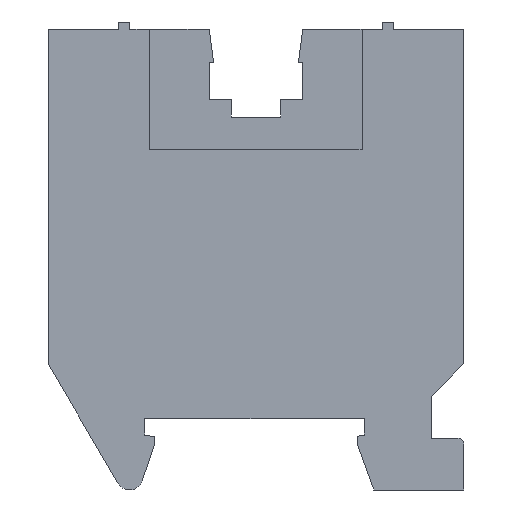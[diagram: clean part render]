
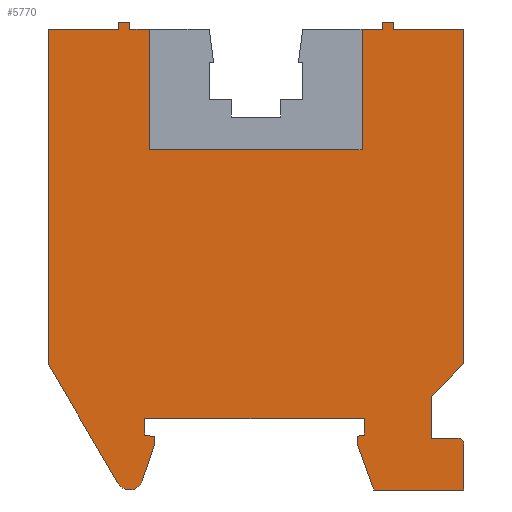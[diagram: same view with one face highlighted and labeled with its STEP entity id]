
A CAD part, left-side view. The second image highlights one B-rep face of the part: STEP entity #5770.
In plain terms, the highlighted face is planar.
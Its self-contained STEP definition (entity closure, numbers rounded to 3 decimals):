
#100=CARTESIAN_POINT('',(37.083,54.703,3.9));
#110=VERTEX_POINT('',#100);
#280=CARTESIAN_POINT('',(37.083,53.603,3.9));
#290=VERTEX_POINT('',#280);
#320=CARTESIAN_POINT('',(37.083,0.,3.9));
#330=DIRECTION('',(0.,1.,0.));
#340=VECTOR('',#330,1.);
#350=LINE('',#320,#340);
#360=EDGE_CURVE('',#290,#110,#350,.T.);
#570=CARTESIAN_POINT('',(36.383,53.003,3.9));
#580=VERTEX_POINT('',#570);
#750=CARTESIAN_POINT('',(37.241,50.51,3.9));
#760=VERTEX_POINT('',#750);
#790=CARTESIAN_POINT('',(54.633,0.,3.9));
#800=DIRECTION('',(-0.326,0.946,0.));
#810=VECTOR('',#800,1.);
#820=LINE('',#790,#810);
#830=EDGE_CURVE('',#760,#580,#820,.T.);
#1790=CARTESIAN_POINT('',(22.283,0.,3.9));
#1800=DIRECTION('',(0.,-1.,0.));
#1810=VECTOR('',#1800,1.);
#1820=LINE('',#1790,#1810);
#1830=CARTESIAN_POINT('',(22.283,54.703,3.9));
#1840=VERTEX_POINT('',#1830);
#1850=CARTESIAN_POINT('',(22.283,53.603,3.9));
#1860=VERTEX_POINT('',#1850);
#1870=EDGE_CURVE('',#1840,#1860,#1820,.T.);
#2400=CARTESIAN_POINT('',(38.869,50.348,3.9));
#2410=VERTEX_POINT('',#2400);
#2440=CARTESIAN_POINT('',(38.092,50.803,3.9));
#2450=DIRECTION('',(0.,0.,1.));
#2460=DIRECTION('',(1.,0.,0.));
#2470=AXIS2_PLACEMENT_3D('',#2440,#2450,#2460);
#2480=CIRCLE('',#2470,0.9);
#2490=EDGE_CURVE('',#760,#2410,#2480,.T.);
#2700=CARTESIAN_POINT('',(36.383,53.48,3.9));
#2710=VERTEX_POINT('',#2700);
#2830=CARTESIAN_POINT('',(36.383,0.,3.9));
#2840=DIRECTION('',(0.,1.,0.));
#2850=VECTOR('',#2840,1.);
#2860=LINE('',#2830,#2850);
#2870=EDGE_CURVE('',#580,#2710,#2860,.T.);
#3120=CARTESIAN_POINT('',(0.,47.064,3.9));
#3130=DIRECTION('',(0.985,0.174,0.));
#3140=VECTOR('',#3130,1.);
#3150=LINE('',#3120,#3140);
#3160=EDGE_CURVE('',#2710,#290,#3150,.T.);
#3330=CARTESIAN_POINT('',(9.403,0.,3.9));
#3340=DIRECTION('',(-0.505,-0.863,0.));
#3350=VECTOR('',#3340,1.);
#3360=LINE('',#3330,#3350);
#3370=CARTESIAN_POINT('',(43.583,58.403,3.9));
#3380=VERTEX_POINT('',#3370);
#3390=EDGE_CURVE('',#3380,#2410,#3360,.T.);
#3660=CARTESIAN_POINT('',(17.453,69.104,3.9));
#3670=DIRECTION('',(0.,0.,1.));
#3680=DIRECTION('',(1.,0.,0.));
#3690=AXIS2_PLACEMENT_3D('',#3660,#3670,#3680);
#3700=PLANE('',#3690);
#3710=CARTESIAN_POINT('',(3.491,0.,3.9));
#3720=DIRECTION('',(-0.342,-0.94,0.));
#3730=VECTOR('',#3720,1.);
#3740=LINE('',#3710,#3730);
#3750=CARTESIAN_POINT('',(22.783,53.003,3.9));
#3760=VERTEX_POINT('',#3750);
#3770=CARTESIAN_POINT('',(21.654,49.903,3.9));
#3780=VERTEX_POINT('',#3770);
#3790=EDGE_CURVE('',#3760,#3780,#3740,.T.);
#3800=ORIENTED_EDGE('',*,*,#3790,.T.);
#3810=CARTESIAN_POINT('',(22.783,0.,3.9));
#3820=DIRECTION('',(0.,-1.,0.));
#3830=VECTOR('',#3820,1.);
#3840=LINE('',#3810,#3830);
#3850=CARTESIAN_POINT('',(22.783,53.515,3.9));
#3860=VERTEX_POINT('',#3850);
#3870=EDGE_CURVE('',#3860,#3760,#3840,.T.);
#3880=ORIENTED_EDGE('',*,*,#3870,.T.);
#3890=CARTESIAN_POINT('',(0.,57.532,3.9));
#3900=DIRECTION('',(0.985,-0.174,0.));
#3910=VECTOR('',#3900,1.);
#3920=LINE('',#3890,#3910);
#3930=EDGE_CURVE('',#1860,#3860,#3920,.T.);
#3940=ORIENTED_EDGE('',*,*,#3930,.T.);
#3950=ORIENTED_EDGE('',*,*,#1870,.T.);
#3960=CARTESIAN_POINT('',(0.,54.703,3.9));
#3970=DIRECTION('',(-1.,0.,0.));
#3980=VECTOR('',#3970,1.);
#3990=LINE('',#3960,#3980);
#4000=EDGE_CURVE('',#110,#1840,#3990,.T.);
#4010=ORIENTED_EDGE('',*,*,#4000,.T.);
#4020=ORIENTED_EDGE('',*,*,#360,.T.);
#4030=ORIENTED_EDGE('',*,*,#3160,.T.);
#4040=ORIENTED_EDGE('',*,*,#2870,.T.);
#4050=ORIENTED_EDGE('',*,*,#830,.T.);
#4060=ORIENTED_EDGE('',*,*,#2490,.F.);
#4070=ORIENTED_EDGE('',*,*,#3390,.T.);
#4080=CARTESIAN_POINT('',(43.583,0.,3.9));
#4090=DIRECTION('',(0.,1.,0.));
#4100=VECTOR('',#4090,1.);
#4110=LINE('',#4080,#4100);
#4120=CARTESIAN_POINT('',(43.583,80.903,3.9));
#4130=VERTEX_POINT('',#4120);
#4140=EDGE_CURVE('',#3380,#4130,#4110,.T.);
#4150=ORIENTED_EDGE('',*,*,#4140,.F.);
#4160=CARTESIAN_POINT('',(0.,80.903,3.9));
#4170=DIRECTION('',(1.,0.,0.));
#4180=VECTOR('',#4170,1.);
#4190=LINE('',#4160,#4180);
#4200=CARTESIAN_POINT('',(38.833,80.903,3.9));
#4210=VERTEX_POINT('',#4200);
#4220=EDGE_CURVE('',#4210,#4130,#4190,.T.);
#4230=ORIENTED_EDGE('',*,*,#4220,.T.);
#4240=CARTESIAN_POINT('',(38.833,0.,3.9));
#4250=DIRECTION('',(0.,-1.,0.));
#4260=VECTOR('',#4250,1.);
#4270=LINE('',#4240,#4260);
#4280=CARTESIAN_POINT('',(38.833,81.403,3.9));
#4290=VERTEX_POINT('',#4280);
#4300=EDGE_CURVE('',#4290,#4210,#4270,.T.);
#4310=ORIENTED_EDGE('',*,*,#4300,.T.);
#4320=CARTESIAN_POINT('',(0.,81.403,3.9));
#4330=DIRECTION('',(1.,0.,0.));
#4340=VECTOR('',#4330,1.);
#4350=LINE('',#4320,#4340);
#4360=CARTESIAN_POINT('',(38.083,81.403,3.9));
#4370=VERTEX_POINT('',#4360);
#4380=EDGE_CURVE('',#4370,#4290,#4350,.T.);
#4390=ORIENTED_EDGE('',*,*,#4380,.T.);
#4400=CARTESIAN_POINT('',(38.083,0.,3.9));
#4410=DIRECTION('',(0.,1.,0.));
#4420=VECTOR('',#4410,1.);
#4430=LINE('',#4400,#4420);
#4440=CARTESIAN_POINT('',(38.083,80.903,3.9));
#4450=VERTEX_POINT('',#4440);
#4460=EDGE_CURVE('',#4450,#4370,#4430,.T.);
#4470=ORIENTED_EDGE('',*,*,#4460,.T.);
#4480=CARTESIAN_POINT('',(0.,80.903,3.9));
#4490=DIRECTION('',(1.,0.,0.));
#4500=VECTOR('',#4490,1.);
#4510=LINE('',#4480,#4500);
#4520=CARTESIAN_POINT('',(36.748,80.903,3.9));
#4530=VERTEX_POINT('',#4520);
#4540=EDGE_CURVE('',#4530,#4450,#4510,.T.);
#4550=ORIENTED_EDGE('',*,*,#4540,.T.);
#4560=CARTESIAN_POINT('',(36.748,0.,3.9));
#4570=DIRECTION('',(0.,-1.,0.));
#4580=VECTOR('',#4570,1.);
#4590=LINE('',#4560,#4580);
#4600=CARTESIAN_POINT('',(36.748,72.803,3.9));
#4610=VERTEX_POINT('',#4600);
#4620=EDGE_CURVE('',#4530,#4610,#4590,.T.);
#4630=ORIENTED_EDGE('',*,*,#4620,.F.);
#4640=CARTESIAN_POINT('',(0.,72.803,3.9));
#4650=DIRECTION('',(-1.,0.,0.));
#4660=VECTOR('',#4650,1.);
#4670=LINE('',#4640,#4660);
#4680=CARTESIAN_POINT('',(22.448,72.803,3.9));
#4690=VERTEX_POINT('',#4680);
#4700=EDGE_CURVE('',#4610,#4690,#4670,.T.);
#4710=ORIENTED_EDGE('',*,*,#4700,.F.);
#4720=CARTESIAN_POINT('',(22.448,0.,3.9));
#4730=DIRECTION('',(0.,1.,0.));
#4740=VECTOR('',#4730,1.);
#4750=LINE('',#4720,#4740);
#4760=CARTESIAN_POINT('',(22.448,80.903,3.9));
#4770=VERTEX_POINT('',#4760);
#4780=EDGE_CURVE('',#4690,#4770,#4750,.T.);
#4790=ORIENTED_EDGE('',*,*,#4780,.F.);
#4800=CARTESIAN_POINT('',(0.,80.903,3.9));
#4810=DIRECTION('',(1.,0.,0.));
#4820=VECTOR('',#4810,1.);
#4830=LINE('',#4800,#4820);
#4840=CARTESIAN_POINT('',(21.083,80.903,3.9));
#4850=VERTEX_POINT('',#4840);
#4860=EDGE_CURVE('',#4850,#4770,#4830,.T.);
#4870=ORIENTED_EDGE('',*,*,#4860,.T.);
#4880=CARTESIAN_POINT('',(21.083,0.,3.9));
#4890=DIRECTION('',(0.,-1.,0.));
#4900=VECTOR('',#4890,1.);
#4910=LINE('',#4880,#4900);
#4920=CARTESIAN_POINT('',(21.083,81.403,3.9));
#4930=VERTEX_POINT('',#4920);
#4940=EDGE_CURVE('',#4930,#4850,#4910,.T.);
#4950=ORIENTED_EDGE('',*,*,#4940,.T.);
#4960=CARTESIAN_POINT('',(0.,81.403,3.9));
#4970=DIRECTION('',(1.,0.,0.));
#4980=VECTOR('',#4970,1.);
#4990=LINE('',#4960,#4980);
#5000=CARTESIAN_POINT('',(20.333,81.403,3.9));
#5010=VERTEX_POINT('',#5000);
#5020=EDGE_CURVE('',#5010,#4930,#4990,.T.);
#5030=ORIENTED_EDGE('',*,*,#5020,.T.);
#5040=CARTESIAN_POINT('',(20.333,0.,3.9));
#5050=DIRECTION('',(0.,1.,0.));
#5060=VECTOR('',#5050,1.);
#5070=LINE('',#5040,#5060);
#5080=CARTESIAN_POINT('',(20.333,80.903,3.9));
#5090=VERTEX_POINT('',#5080);
#5100=EDGE_CURVE('',#5090,#5010,#5070,.T.);
#5110=ORIENTED_EDGE('',*,*,#5100,.T.);
#5120=CARTESIAN_POINT('',(0.,80.903,3.9));
#5130=DIRECTION('',(1.,0.,0.));
#5140=VECTOR('',#5130,1.);
#5150=LINE('',#5120,#5140);
#5160=CARTESIAN_POINT('',(15.583,80.903,3.9));
#5170=VERTEX_POINT('',#5160);
#5180=EDGE_CURVE('',#5170,#5090,#5150,.T.);
#5190=ORIENTED_EDGE('',*,*,#5180,.T.);
#5200=CARTESIAN_POINT('',(15.583,0.,3.9));
#5210=DIRECTION('',(0.,-1.,0.));
#5220=VECTOR('',#5210,1.);
#5230=LINE('',#5200,#5220);
#5240=CARTESIAN_POINT('',(15.583,58.403,3.9));
#5250=VERTEX_POINT('',#5240);
#5260=EDGE_CURVE('',#5170,#5250,#5230,.T.);
#5270=ORIENTED_EDGE('',*,*,#5260,.F.);
#5280=CARTESIAN_POINT('',(0.,73.986,3.9));
#5290=DIRECTION('',(-0.707,0.707,0.));
#5300=VECTOR('',#5290,1.);
#5310=LINE('',#5280,#5300);
#5320=CARTESIAN_POINT('',(17.798,56.188,3.9));
#5330=VERTEX_POINT('',#5320);
#5340=EDGE_CURVE('',#5330,#5250,#5310,.T.);
#5350=ORIENTED_EDGE('',*,*,#5340,.T.);
#5360=CARTESIAN_POINT('',(17.798,0.,3.9));
#5370=DIRECTION('',(0.,1.,0.));
#5380=VECTOR('',#5370,1.);
#5390=LINE('',#5360,#5380);
#5400=CARTESIAN_POINT('',(17.798,53.403,3.9));
#5410=VERTEX_POINT('',#5400);
#5420=EDGE_CURVE('',#5410,#5330,#5390,.T.);
#5430=ORIENTED_EDGE('',*,*,#5420,.T.);
#5440=CARTESIAN_POINT('',(0.,53.403,3.9));
#5450=DIRECTION('',(1.,0.,0.));
#5460=VECTOR('',#5450,1.);
#5470=LINE('',#5440,#5460);
#5480=CARTESIAN_POINT('',(16.083,53.403,3.9));
#5490=VERTEX_POINT('',#5480);
#5500=EDGE_CURVE('',#5490,#5410,#5470,.T.);
#5510=ORIENTED_EDGE('',*,*,#5500,.T.);
#5520=CARTESIAN_POINT('',(16.083,52.903,3.9));
#5530=DIRECTION('',(0.,0.,-1.));
#5540=DIRECTION('',(-1.,0.,0.));
#5550=AXIS2_PLACEMENT_3D('',#5520,#5530,#5540);
#5560=CIRCLE('',#5550,0.5);
#5570=CARTESIAN_POINT('',(15.583,52.903,3.9));
#5580=VERTEX_POINT('',#5570);
#5590=EDGE_CURVE('',#5580,#5490,#5560,.T.);
#5600=ORIENTED_EDGE('',*,*,#5590,.T.);
#5610=CARTESIAN_POINT('',(15.583,0.,3.9));
#5620=DIRECTION('',(0.,1.,0.));
#5630=VECTOR('',#5620,1.);
#5640=LINE('',#5610,#5630);
#5650=CARTESIAN_POINT('',(15.583,49.903,3.9));
#5660=VERTEX_POINT('',#5650);
#5670=EDGE_CURVE('',#5660,#5580,#5640,.T.);
#5680=ORIENTED_EDGE('',*,*,#5670,.T.);
#5690=CARTESIAN_POINT('',(0.,49.903,3.9));
#5700=DIRECTION('',(-1.,0.,0.));
#5710=VECTOR('',#5700,1.);
#5720=LINE('',#5690,#5710);
#5730=EDGE_CURVE('',#3780,#5660,#5720,.T.);
#5740=ORIENTED_EDGE('',*,*,#5730,.T.);
#5750=EDGE_LOOP('',(#5740,#5680,#5600,#5510,#5430,#5350,#5270,#5190,
#5110,#5030,#4950,#4870,#4790,#4710,#4630,#4550,#4470,#4390,#4310,#4230,
#4150,#4070,#4060,#4050,#4040,#4030,#4020,#4010,#3950,#3940,#3880,#3800)
);
#5760=FACE_OUTER_BOUND('',#5750,.T.);
#5770=ADVANCED_FACE('',(#5760),#3700,.F.);
